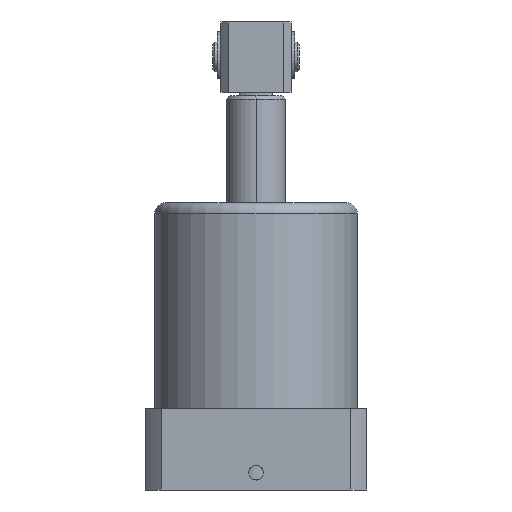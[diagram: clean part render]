
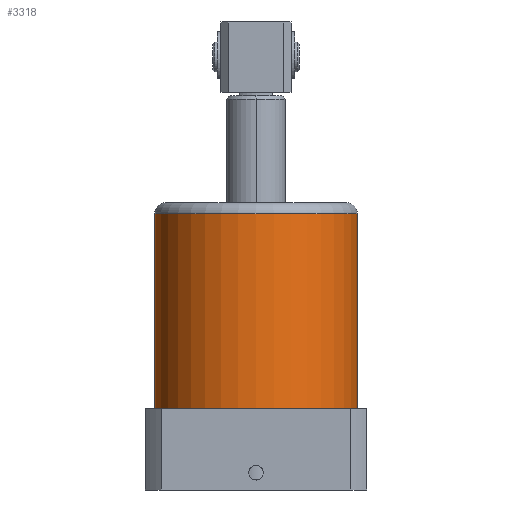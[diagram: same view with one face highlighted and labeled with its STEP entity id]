
A CAD part, front view. The second image highlights one B-rep face of the part: STEP entity #3318.
In plain terms, the highlighted cylindrical face has radius 27.5 mm (diameter 55 mm), a partial arc.
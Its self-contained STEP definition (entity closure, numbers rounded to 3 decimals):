
#951 = VERTEX_POINT ( 'NONE', #2662 ) ;
#1062 = CARTESIAN_POINT ( 'NONE',  ( 0., 0., 75. ) ) ;
#1446 = EDGE_CURVE ( 'NONE', #951, #14219, #8416, .T. ) ;
#2013 = EDGE_CURVE ( 'NONE', #17916, #14219, #7325, .T. ) ;
#2534 = EDGE_CURVE ( 'NONE', #17916, #3347, #9787, .T. ) ;
#2662 = CARTESIAN_POINT ( 'NONE',  ( -27.5, 0., 22. ) ) ;
#2772 = DIRECTION ( 'NONE',  ( -1., 0., 0. ) ) ;
#3115 = ORIENTED_EDGE ( 'NONE', *, *, #1446, .T. ) ;
#3318 = ADVANCED_FACE ( 'NONE', ( #7122 ), #11274, .T. ) ;
#3347 = VERTEX_POINT ( 'NONE', #17658 ) ;
#4058 = DIRECTION ( 'NONE',  ( 0., 0., -1. ) ) ;
#4968 = CARTESIAN_POINT ( 'NONE',  ( 27.5, 0., 78. ) ) ;
#6220 = AXIS2_PLACEMENT_3D ( 'NONE', #1062, #4058, #2772 ) ;
#6455 = EDGE_CURVE ( 'NONE', #3347, #951, #9808, .T. ) ;
#6525 = EDGE_LOOP ( 'NONE', ( #8036, #6803, #6532, #3115 ) ) ;
#6532 = ORIENTED_EDGE ( 'NONE', *, *, #6455, .T. ) ;
#6803 = ORIENTED_EDGE ( 'NONE', *, *, #2534, .T. ) ;
#7122 = FACE_OUTER_BOUND ( 'NONE', #6525, .T. ) ;
#7325 = LINE ( 'NONE', #4968, #12539 ) ;
#7639 = CARTESIAN_POINT ( 'NONE',  ( 0., 0., 22. ) ) ;
#7774 = CARTESIAN_POINT ( 'NONE',  ( 27.5, 0., 75. ) ) ;
#8036 = ORIENTED_EDGE ( 'NONE', *, *, #2013, .F. ) ;
#8319 = CARTESIAN_POINT ( 'NONE',  ( 27.5, 0., 22. ) ) ;
#8343 = AXIS2_PLACEMENT_3D ( 'NONE', #17930, #17851, #17866 ) ;
#8416 = CIRCLE ( 'NONE', #12939, 27.5 ) ;
#8997 = DIRECTION ( 'NONE',  ( -1., 0., 0. ) ) ;
#9787 = CIRCLE ( 'NONE', #6220, 27.5 ) ;
#9808 = LINE ( 'NONE', #15116, #13995 ) ;
#11274 = CYLINDRICAL_SURFACE ( 'NONE', #8343, 27.5 ) ;
#12539 = VECTOR ( 'NONE', #16741, 1000. ) ;
#12939 = AXIS2_PLACEMENT_3D ( 'NONE', #7639, #17150, #8997 ) ;
#13936 = DIRECTION ( 'NONE',  ( 0., 0., -1. ) ) ;
#13995 = VECTOR ( 'NONE', #13936, 1000. ) ;
#14219 = VERTEX_POINT ( 'NONE', #8319 ) ;
#15116 = CARTESIAN_POINT ( 'NONE',  ( -27.5, 0., 78. ) ) ;
#16741 = DIRECTION ( 'NONE',  ( 0., 0., -1. ) ) ;
#17150 = DIRECTION ( 'NONE',  ( 0., 0., 1. ) ) ;
#17658 = CARTESIAN_POINT ( 'NONE',  ( -27.5, 0., 75. ) ) ;
#17851 = DIRECTION ( 'NONE',  ( 0., 0., -1. ) ) ;
#17866 = DIRECTION ( 'NONE',  ( -1., 0., 0. ) ) ;
#17916 = VERTEX_POINT ( 'NONE', #7774 ) ;
#17930 = CARTESIAN_POINT ( 'NONE',  ( 0., 0., 78. ) ) ;
